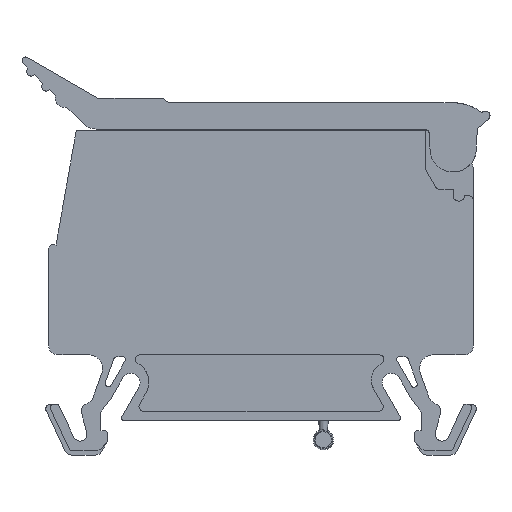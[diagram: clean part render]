
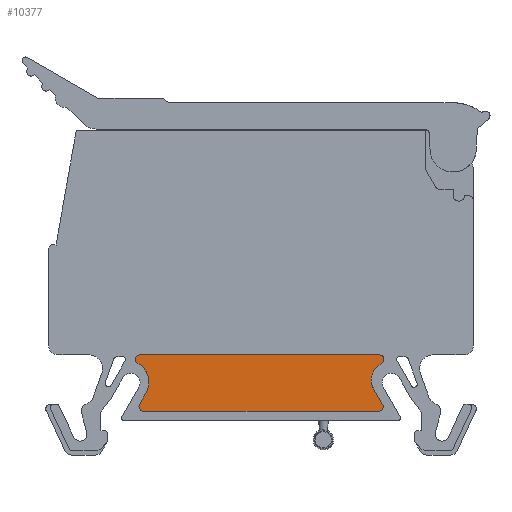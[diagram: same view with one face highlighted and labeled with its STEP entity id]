
A CAD part, left-side view. The second image highlights one B-rep face of the part: STEP entity #10377.
In plain terms, the highlighted planar face has unit normal (-1, 0, 0).
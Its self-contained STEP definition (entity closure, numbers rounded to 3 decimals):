
#8410=AXIS2_PLACEMENT_3D('Circle Axis2P3D',#8408,#8409,$) ;
#8442=AXIS2_PLACEMENT_3D('Circle Axis2P3D',#8440,#8441,$) ;
#8449=AXIS2_PLACEMENT_3D('Circle Axis2P3D',#8447,#8448,$) ;
#8488=AXIS2_PLACEMENT_3D('Circle Axis2P3D',#8486,#8487,$) ;
#8533=AXIS2_PLACEMENT_3D('Circle Axis2P3D',#8531,#8532,$) ;
#8585=AXIS2_PLACEMENT_3D('Circle Axis2P3D',#8583,#8584,$) ;
#8611=AXIS2_PLACEMENT_3D('Circle Axis2P3D',#8609,#8610,$) ;
#8618=AXIS2_PLACEMENT_3D('Circle Axis2P3D',#8616,#8617,$) ;
#8637=AXIS2_PLACEMENT_3D('Circle Axis2P3D',#8635,#8636,$) ;
#8644=AXIS2_PLACEMENT_3D('Circle Axis2P3D',#8642,#8643,$) ;
#8651=AXIS2_PLACEMENT_3D('Circle Axis2P3D',#8649,#8650,$) ;
#9911=AXIS2_PLACEMENT_3D('Plane Axis2P3D',#9908,#9909,#9910) ;
#8376=CARTESIAN_POINT('Line Origine',(3.4,24.95,10.85)) ;
#8380=CARTESIAN_POINT('Vertex',(3.4,37.897,10.85)) ;
#8382=CARTESIAN_POINT('Vertex',(3.4,12.003,10.85)) ;
#8408=CARTESIAN_POINT('Axis2P3D Location',(3.4,12.003,10.35)) ;
#8412=CARTESIAN_POINT('Vertex',(3.4,11.772,9.907)) ;
#8437=CARTESIAN_POINT('Vertex',(3.4,12.579,7.133)) ;
#8440=CARTESIAN_POINT('Axis2P3D Location',(3.4,10.847,8.133)) ;
#8444=CARTESIAN_POINT('Vertex',(3.4,12.796,7.683)) ;
#8447=CARTESIAN_POINT('Axis2P3D Location',(3.4,10.847,8.133)) ;
#8461=CARTESIAN_POINT('Line Origine',(3.4,12.108,6.317)) ;
#8465=CARTESIAN_POINT('Vertex',(3.4,11.636,5.5)) ;
#8486=CARTESIAN_POINT('Axis2P3D Location',(3.4,12.069,5.25)) ;
#8490=CARTESIAN_POINT('Vertex',(3.4,12.069,4.75)) ;
#8510=CARTESIAN_POINT('Vertex',(3.4,37.511,4.75)) ;
#8513=CARTESIAN_POINT('Line Origine',(3.4,24.79,4.75)) ;
#8531=CARTESIAN_POINT('Axis2P3D Location',(3.4,37.511,5.25)) ;
#8535=CARTESIAN_POINT('Vertex',(3.4,37.944,5.5)) ;
#8555=CARTESIAN_POINT('Vertex',(3.4,37.295,6.624)) ;
#8558=CARTESIAN_POINT('Line Origine',(3.4,37.619,6.062)) ;
#8580=CARTESIAN_POINT('Vertex',(3.4,37.28,9.098)) ;
#8583=CARTESIAN_POINT('Axis2P3D Location',(3.4,39.46,7.874)) ;
#8606=CARTESIAN_POINT('Vertex',(3.4,38.123,9.904)) ;
#8609=CARTESIAN_POINT('Axis2P3D Location',(3.4,39.024,8.118)) ;
#8613=CARTESIAN_POINT('Vertex',(3.4,37.613,9.536)) ;
#8616=CARTESIAN_POINT('Axis2P3D Location',(3.4,39.024,8.118)) ;
#8635=CARTESIAN_POINT('Axis2P3D Location',(3.4,37.897,10.35)) ;
#8639=CARTESIAN_POINT('Vertex',(3.4,38.242,9.988)) ;
#8642=CARTESIAN_POINT('Axis2P3D Location',(3.4,37.897,10.35)) ;
#8646=CARTESIAN_POINT('Vertex',(3.4,38.393,10.418)) ;
#8649=CARTESIAN_POINT('Axis2P3D Location',(3.4,37.897,10.35)) ;
#9908=CARTESIAN_POINT('Axis2P3D Location',(3.4,1.79,30.444)) ;
#8377=DIRECTION('Vector Direction',(0.,-1.,0.)) ;
#8409=DIRECTION('Axis2P3D Direction',(-1.,0.,0.)) ;
#8441=DIRECTION('Axis2P3D Direction',(-1.,0.,0.)) ;
#8448=DIRECTION('Axis2P3D Direction',(-1.,0.,0.)) ;
#8462=DIRECTION('Vector Direction',(0.,0.5,0.866)) ;
#8487=DIRECTION('Axis2P3D Direction',(-1.,0.,0.)) ;
#8514=DIRECTION('Vector Direction',(0.,-1.,0.)) ;
#8532=DIRECTION('Axis2P3D Direction',(-1.,0.,0.)) ;
#8559=DIRECTION('Vector Direction',(0.,0.5,-0.866)) ;
#8584=DIRECTION('Axis2P3D Direction',(-1.,0.,0.)) ;
#8610=DIRECTION('Axis2P3D Direction',(-1.,0.,0.)) ;
#8617=DIRECTION('Axis2P3D Direction',(-1.,0.,0.)) ;
#8636=DIRECTION('Axis2P3D Direction',(-1.,0.,0.)) ;
#8643=DIRECTION('Axis2P3D Direction',(-1.,0.,0.)) ;
#8650=DIRECTION('Axis2P3D Direction',(-1.,0.,0.)) ;
#9909=DIRECTION('Axis2P3D Direction',(-1.,0.,0.)) ;
#9910=DIRECTION('Axis2P3D XDirection',(0.,-1.,0.)) ;
#8378=VECTOR('Line Direction',#8377,1.) ;
#8463=VECTOR('Line Direction',#8462,1.) ;
#8515=VECTOR('Line Direction',#8514,1.) ;
#8560=VECTOR('Line Direction',#8559,1.) ;
#10361=ORIENTED_EDGE('',*,*,#8641,.T.) ;
#10362=ORIENTED_EDGE('',*,*,#8620,.F.) ;
#10363=ORIENTED_EDGE('',*,*,#8615,.F.) ;
#10364=ORIENTED_EDGE('',*,*,#8587,.F.) ;
#10365=ORIENTED_EDGE('',*,*,#8562,.T.) ;
#10366=ORIENTED_EDGE('',*,*,#8537,.T.) ;
#10367=ORIENTED_EDGE('',*,*,#8517,.T.) ;
#10368=ORIENTED_EDGE('',*,*,#8492,.T.) ;
#10369=ORIENTED_EDGE('',*,*,#8467,.T.) ;
#10370=ORIENTED_EDGE('',*,*,#8451,.F.) ;
#10371=ORIENTED_EDGE('',*,*,#8446,.F.) ;
#10372=ORIENTED_EDGE('',*,*,#8414,.T.) ;
#10373=ORIENTED_EDGE('',*,*,#8384,.F.) ;
#10374=ORIENTED_EDGE('',*,*,#8653,.T.) ;
#10375=ORIENTED_EDGE('',*,*,#8648,.T.) ;
#10377=ADVANCED_FACE('KLTR.2',(#10376),#9912,.T.) ;
#8411=CIRCLE('generated circle',#8410,0.5) ;
#8443=CIRCLE('generated circle',#8442,2.) ;
#8450=CIRCLE('generated circle',#8449,2.) ;
#8489=CIRCLE('generated circle',#8488,0.5) ;
#8534=CIRCLE('generated circle',#8533,0.5) ;
#8586=CIRCLE('generated circle',#8585,2.5) ;
#8612=CIRCLE('generated circle',#8611,2.) ;
#8619=CIRCLE('generated circle',#8618,2.) ;
#8638=CIRCLE('generated circle',#8637,0.5) ;
#8645=CIRCLE('generated circle',#8644,0.5) ;
#8652=CIRCLE('generated circle',#8651,0.5) ;
#8384=EDGE_CURVE('',#8381,#8383,#8379,.T.) ;
#8414=EDGE_CURVE('',#8413,#8383,#8411,.T.) ;
#8446=EDGE_CURVE('',#8413,#8445,#8443,.T.) ;
#8451=EDGE_CURVE('',#8445,#8438,#8450,.T.) ;
#8467=EDGE_CURVE('',#8466,#8438,#8464,.T.) ;
#8492=EDGE_CURVE('',#8491,#8466,#8489,.T.) ;
#8517=EDGE_CURVE('',#8511,#8491,#8516,.T.) ;
#8537=EDGE_CURVE('',#8536,#8511,#8534,.T.) ;
#8562=EDGE_CURVE('',#8556,#8536,#8561,.T.) ;
#8587=EDGE_CURVE('',#8556,#8581,#8586,.T.) ;
#8615=EDGE_CURVE('',#8581,#8614,#8612,.T.) ;
#8620=EDGE_CURVE('',#8614,#8607,#8619,.T.) ;
#8641=EDGE_CURVE('',#8640,#8607,#8638,.T.) ;
#8648=EDGE_CURVE('',#8647,#8640,#8645,.T.) ;
#8653=EDGE_CURVE('',#8381,#8647,#8652,.T.) ;
#10360=EDGE_LOOP('',(#10361,#10362,#10363,#10364,#10365,#10366,#10367,#10368,#10369,#10370,#10371,#10372,#10373,#10374,#10375)) ;
#10376=FACE_OUTER_BOUND('',#10360,.T.) ;
#8379=LINE('Line',#8376,#8378) ;
#8464=LINE('Line',#8461,#8463) ;
#8516=LINE('Line',#8513,#8515) ;
#8561=LINE('Line',#8558,#8560) ;
#9912=PLANE('',#9911) ;
#8381=VERTEX_POINT('',#8380) ;
#8383=VERTEX_POINT('',#8382) ;
#8413=VERTEX_POINT('',#8412) ;
#8438=VERTEX_POINT('',#8437) ;
#8445=VERTEX_POINT('',#8444) ;
#8466=VERTEX_POINT('',#8465) ;
#8491=VERTEX_POINT('',#8490) ;
#8511=VERTEX_POINT('',#8510) ;
#8536=VERTEX_POINT('',#8535) ;
#8556=VERTEX_POINT('',#8555) ;
#8581=VERTEX_POINT('',#8580) ;
#8607=VERTEX_POINT('',#8606) ;
#8614=VERTEX_POINT('',#8613) ;
#8640=VERTEX_POINT('',#8639) ;
#8647=VERTEX_POINT('',#8646) ;
